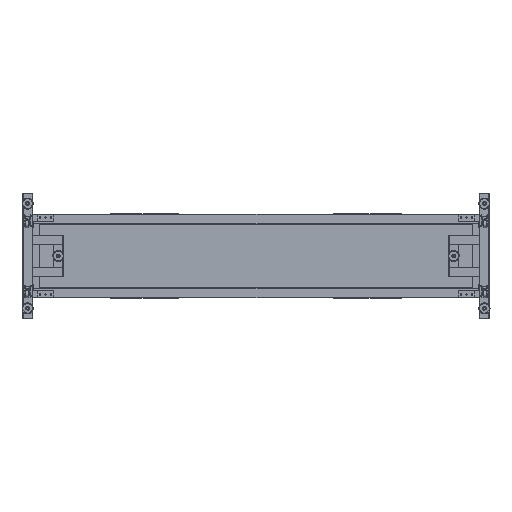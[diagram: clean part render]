
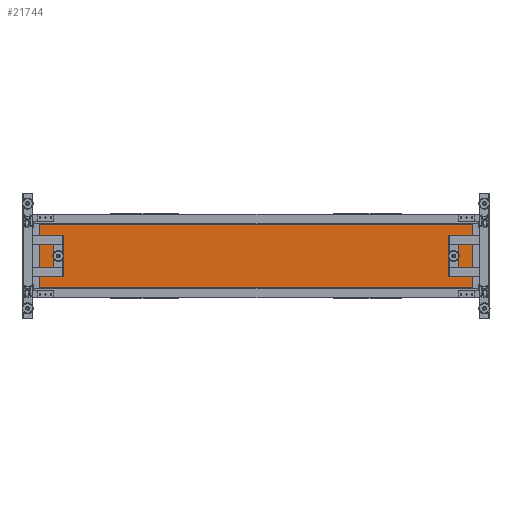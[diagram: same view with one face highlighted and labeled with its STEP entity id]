
A CAD part, front view. The second image highlights one B-rep face of the part: STEP entity #21744.
In plain terms, the highlighted planar face has unit normal (0, -1, 0).
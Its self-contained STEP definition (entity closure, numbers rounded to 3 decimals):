
#90 = DIRECTION ( 'NONE',  ( 1., 0., 0. ) ) ;
#3395 = CARTESIAN_POINT ( 'NONE',  ( 1880.318, 555.441, -228.49 ) ) ;
#6136 = CARTESIAN_POINT ( 'NONE',  ( -516.662, 555.441, -228.49 ) ) ;
#8155 = LINE ( 'NONE', #51600, #27219 ) ;
#8337 = AXIS2_PLACEMENT_3D ( 'NONE', #46932, #71495, #41299 ) ;
#8770 = LINE ( 'NONE', #65077, #27808 ) ;
#15592 = EDGE_CURVE ( 'NONE', #67959, #25365, #31423, .T. ) ;
#17073 = VECTOR ( 'NONE', #65778, 1000. ) ;
#21744 = ADVANCED_FACE ( 'NONE', ( #40507 ), #59378, .F. ) ;
#22231 = CARTESIAN_POINT ( 'NONE',  ( -1216.662, 555.441, 228.49 ) ) ;
#25365 = VERTEX_POINT ( 'NONE', #3395 ) ;
#27219 = VECTOR ( 'NONE', #57648, 1000. ) ;
#27808 = VECTOR ( 'NONE', #57826, 1000. ) ;
#28337 = CARTESIAN_POINT ( 'NONE',  ( 1880.318, 555.441, -228.49 ) ) ;
#29389 = ORIENTED_EDGE ( 'NONE', *, *, #34079, .T. ) ;
#31025 = CARTESIAN_POINT ( 'NONE',  ( -1216.662, 555.441, -228.49 ) ) ;
#31423 = LINE ( 'NONE', #6136, #64291 ) ;
#33231 = EDGE_CURVE ( 'NONE', #67959, #63599, #8155, .T. ) ;
#34079 = EDGE_CURVE ( 'NONE', #25365, #35002, #52896, .T. ) ;
#35002 = VERTEX_POINT ( 'NONE', #59935 ) ;
#37530 = EDGE_LOOP ( 'NONE', ( #52388, #29389, #59564, #48675 ) ) ;
#40507 = FACE_OUTER_BOUND ( 'NONE', #37530, .T. ) ;
#41299 = DIRECTION ( 'NONE',  ( 0., 0., 1. ) ) ;
#46932 = CARTESIAN_POINT ( 'NONE',  ( 681.828, 555.441, 0. ) ) ;
#47611 = EDGE_CURVE ( 'NONE', #35002, #63599, #8770, .T. ) ;
#48675 = ORIENTED_EDGE ( 'NONE', *, *, #33231, .F. ) ;
#51600 = CARTESIAN_POINT ( 'NONE',  ( -1216.662, 555.441, -228.49 ) ) ;
#52388 = ORIENTED_EDGE ( 'NONE', *, *, #15592, .T. ) ;
#52896 = LINE ( 'NONE', #28337, #17073 ) ;
#57648 = DIRECTION ( 'NONE',  ( 0., 0., 1. ) ) ;
#57826 = DIRECTION ( 'NONE',  ( -1., 0., 0. ) ) ;
#59378 = PLANE ( 'NONE',  #8337 ) ;
#59564 = ORIENTED_EDGE ( 'NONE', *, *, #47611, .T. ) ;
#59935 = CARTESIAN_POINT ( 'NONE',  ( 1880.318, 555.441, 228.49 ) ) ;
#63599 = VERTEX_POINT ( 'NONE', #22231 ) ;
#64291 = VECTOR ( 'NONE', #90, 1000. ) ;
#65077 = CARTESIAN_POINT ( 'NONE',  ( 1880.318, 555.441, 228.49 ) ) ;
#65778 = DIRECTION ( 'NONE',  ( 0., 0., 1. ) ) ;
#67959 = VERTEX_POINT ( 'NONE', #31025 ) ;
#71495 = DIRECTION ( 'NONE',  ( 0., 1., 0. ) ) ;
